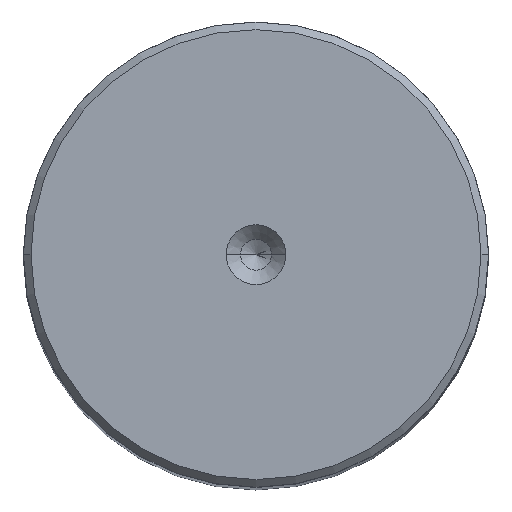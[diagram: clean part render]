
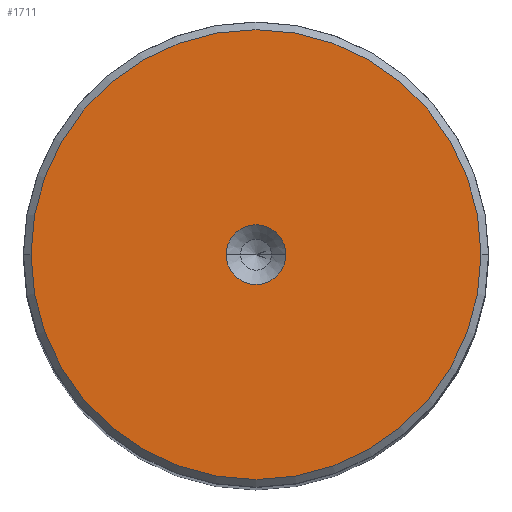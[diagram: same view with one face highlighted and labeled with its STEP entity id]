
A CAD part, top view. The second image highlights one B-rep face of the part: STEP entity #1711.
In plain terms, the highlighted planar face has unit normal (0, 0, 1).
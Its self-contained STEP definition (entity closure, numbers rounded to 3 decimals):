
#195 = CIRCLE ( 'NONE', #1079, 3.85 ) ;
#260 = CARTESIAN_POINT ( 'NONE',  ( 0., 0., 200. ) ) ;
#269 = DIRECTION ( 'NONE',  ( 0., 0., 1. ) ) ;
#344 = EDGE_LOOP ( 'NONE', ( #1564, #1404 ) ) ;
#386 = VERTEX_POINT ( 'NONE', #2106 ) ;
#387 = ORIENTED_EDGE ( 'NONE', *, *, #540, .T. ) ;
#466 = CIRCLE ( 'NONE', #2436, 29.017 ) ;
#484 = VERTEX_POINT ( 'NONE', #2085 ) ;
#540 = EDGE_CURVE ( 'NONE', #386, #1268, #466, .T. ) ;
#612 = CARTESIAN_POINT ( 'NONE',  ( -29.017, 0., 200. ) ) ;
#731 = EDGE_CURVE ( 'NONE', #484, #1845, #195, .T. ) ;
#802 = EDGE_CURVE ( 'NONE', #1845, #484, #2439, .T. ) ;
#899 = ORIENTED_EDGE ( 'NONE', *, *, #2361, .T. ) ;
#922 = DIRECTION ( 'NONE',  ( 1., 0., 0. ) ) ;
#992 = AXIS2_PLACEMENT_3D ( 'NONE', #2310, #1659, #2098 ) ;
#1079 = AXIS2_PLACEMENT_3D ( 'NONE', #2001, #2441, #2228 ) ;
#1246 = AXIS2_PLACEMENT_3D ( 'NONE', #2178, #1708, #1730 ) ;
#1268 = VERTEX_POINT ( 'NONE', #612 ) ;
#1404 = ORIENTED_EDGE ( 'NONE', *, *, #802, .F. ) ;
#1442 = CIRCLE ( 'NONE', #992, 29.017 ) ;
#1475 = DIRECTION ( 'NONE',  ( 0., 0., 1. ) ) ;
#1503 = PLANE ( 'NONE',  #1246 ) ;
#1564 = ORIENTED_EDGE ( 'NONE', *, *, #731, .F. ) ;
#1659 = DIRECTION ( 'NONE',  ( 0., 0., 1. ) ) ;
#1671 = CARTESIAN_POINT ( 'NONE',  ( 0., 0., 200. ) ) ;
#1674 = FACE_BOUND ( 'NONE', #344, .T. ) ;
#1708 = DIRECTION ( 'NONE',  ( 0., 0., 1. ) ) ;
#1711 = ADVANCED_FACE ( 'NONE', ( #1674, #1858 ), #1503, .T. ) ;
#1730 = DIRECTION ( 'NONE',  ( 1., 0., 0. ) ) ;
#1845 = VERTEX_POINT ( 'NONE', #2215 ) ;
#1858 = FACE_OUTER_BOUND ( 'NONE', #2488, .T. ) ;
#1938 = DIRECTION ( 'NONE',  ( 1., 0., 0. ) ) ;
#2001 = CARTESIAN_POINT ( 'NONE',  ( 0., 0., 200. ) ) ;
#2085 = CARTESIAN_POINT ( 'NONE',  ( 3.85, 0., 200. ) ) ;
#2098 = DIRECTION ( 'NONE',  ( 1., 0., 0. ) ) ;
#2106 = CARTESIAN_POINT ( 'NONE',  ( 29.017, 0., 200. ) ) ;
#2178 = CARTESIAN_POINT ( 'NONE',  ( 0., 0., 200. ) ) ;
#2215 = CARTESIAN_POINT ( 'NONE',  ( -3.85, 0., 200. ) ) ;
#2228 = DIRECTION ( 'NONE',  ( 1., 0., 0. ) ) ;
#2310 = CARTESIAN_POINT ( 'NONE',  ( 0., 0., 200. ) ) ;
#2361 = EDGE_CURVE ( 'NONE', #1268, #386, #1442, .T. ) ;
#2397 = AXIS2_PLACEMENT_3D ( 'NONE', #260, #269, #922 ) ;
#2436 = AXIS2_PLACEMENT_3D ( 'NONE', #1671, #1475, #1938 ) ;
#2439 = CIRCLE ( 'NONE', #2397, 3.85 ) ;
#2441 = DIRECTION ( 'NONE',  ( 0., 0., 1. ) ) ;
#2488 = EDGE_LOOP ( 'NONE', ( #899, #387 ) ) ;
